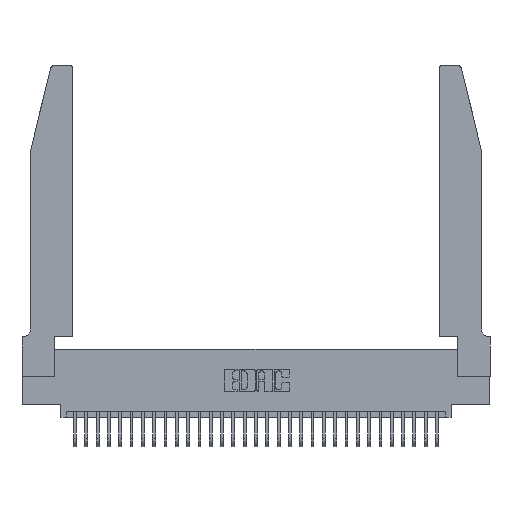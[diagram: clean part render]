
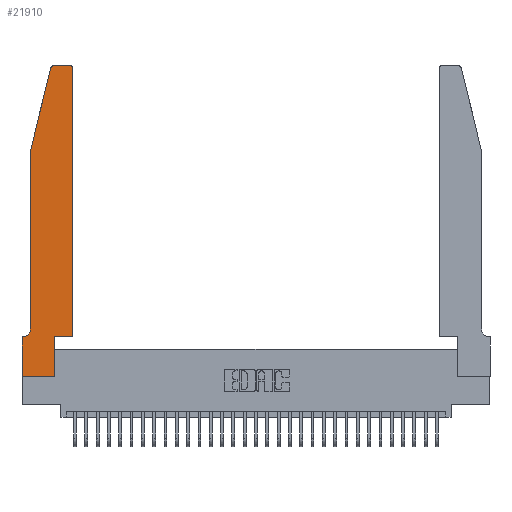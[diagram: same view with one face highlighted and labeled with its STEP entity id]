
A CAD part, top view. The second image highlights one B-rep face of the part: STEP entity #21910.
In plain terms, the highlighted planar face has unit normal (0, 0, 1).
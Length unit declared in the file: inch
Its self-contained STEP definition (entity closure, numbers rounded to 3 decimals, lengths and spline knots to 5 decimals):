
#649 = DIRECTION ( 'NONE',  ( -0.239, -0.971, 0. ) ) ;
#819 = LINE ( 'NONE', #14653, #6427 ) ;
#820 = VERTEX_POINT ( 'NONE', #15749 ) ;
#1280 = DIRECTION ( 'NONE',  ( 0., 1., 0. ) ) ;
#1367 = CARTESIAN_POINT ( 'NONE',  ( 0.0755, 2., 0.37 ) ) ;
#1472 = ORIENTED_EDGE ( 'NONE', *, *, #25635, .T. ) ;
#1632 = LINE ( 'NONE', #12630, #6498 ) ;
#1680 = DIRECTION ( 'NONE',  ( 0., 0., 1. ) ) ;
#2182 = DIRECTION ( 'NONE',  ( 0., 0., 1. ) ) ;
#2396 = ORIENTED_EDGE ( 'NONE', *, *, #27973, .T. ) ;
#2969 = VERTEX_POINT ( 'NONE', #4111 ) ;
#3209 = LINE ( 'NONE', #18015, #10364 ) ;
#3592 = VERTEX_POINT ( 'NONE', #30349 ) ;
#4111 = CARTESIAN_POINT ( 'NONE',  ( 0.25487, 2.72718, 0.37 ) ) ;
#4265 = FACE_OUTER_BOUND ( 'NONE', #13241, .T. ) ;
#4496 = CARTESIAN_POINT ( 'NONE',  ( 0.4505, 0.35, 0.37 ) ) ;
#4786 = AXIS2_PLACEMENT_3D ( 'NONE', #30882, #2182, #19022 ) ;
#5012 = EDGE_CURVE ( 'NONE', #30853, #3592, #17549, .T. ) ;
#5121 = EDGE_CURVE ( 'NONE', #18511, #29609, #3209, .T. ) ;
#5580 = CARTESIAN_POINT ( 'NONE',  ( 0.2865, 0., 0.37 ) ) ;
#5984 = DIRECTION ( 'NONE',  ( 1., 0., 0. ) ) ;
#6427 = VECTOR ( 'NONE', #26549, 39.37008 ) ;
#6498 = VECTOR ( 'NONE', #649, 39.37008 ) ;
#7803 = EDGE_CURVE ( 'NONE', #10154, #23960, #30624, .T. ) ;
#7975 = CARTESIAN_POINT ( 'NONE',  ( 0.0055, 0.42, 0.37 ) ) ;
#8153 = ORIENTED_EDGE ( 'NONE', *, *, #12067, .T. ) ;
#8247 = ORIENTED_EDGE ( 'NONE', *, *, #13245, .T. ) ;
#8509 = VECTOR ( 'NONE', #15822, 39.37008 ) ;
#8995 = CIRCLE ( 'NONE', #28925, 0.03 ) ;
#10154 = VERTEX_POINT ( 'NONE', #1367 ) ;
#10182 = VERTEX_POINT ( 'NONE', #27872 ) ;
#10265 = ORIENTED_EDGE ( 'NONE', *, *, #19827, .T. ) ;
#10364 = VECTOR ( 'NONE', #5984, 39.37008 ) ;
#10410 = DIRECTION ( 'NONE',  ( -1., 0., 0. ) ) ;
#10420 = DIRECTION ( 'NONE',  ( 0., 1., 0. ) ) ;
#11580 = VECTOR ( 'NONE', #14283, 39.37008 ) ;
#11689 = CIRCLE ( 'NONE', #15750, 0.03 ) ;
#11951 = DIRECTION ( 'NONE',  ( 0., 0., 1. ) ) ;
#12067 = EDGE_CURVE ( 'NONE', #25233, #29353, #819, .T. ) ;
#12189 = EDGE_CURVE ( 'NONE', #23960, #10182, #22600, .T. ) ;
#12225 = VECTOR ( 'NONE', #21585, 39.37008 ) ;
#12239 = VERTEX_POINT ( 'NONE', #12952 ) ;
#12630 = CARTESIAN_POINT ( 'NONE',  ( 0.0755, 2., 0.37 ) ) ;
#12952 = CARTESIAN_POINT ( 'NONE',  ( 0., 0.35, 0.37 ) ) ;
#13241 = EDGE_LOOP ( 'NONE', ( #8153, #17359, #10265, #15973, #19794, #1472, #24376, #25152, #2396, #15398, #21546, #8247 ) ) ;
#13245 = EDGE_CURVE ( 'NONE', #3592, #25233, #8995, .T. ) ;
#13412 = CARTESIAN_POINT ( 'NONE',  ( 0.0755, 0.35, 0.37 ) ) ;
#13617 = CARTESIAN_POINT ( 'NONE',  ( 0., 0., 0.37 ) ) ;
#14198 = PLANE ( 'NONE',  #4786 ) ;
#14283 = DIRECTION ( 'NONE',  ( 0., -1., 0. ) ) ;
#14653 = CARTESIAN_POINT ( 'NONE',  ( 0.2605, 2.75, 0.37 ) ) ;
#14971 = LINE ( 'NONE', #4496, #29167 ) ;
#15110 = EDGE_CURVE ( 'NONE', #29353, #2969, #11689, .T. ) ;
#15398 = ORIENTED_EDGE ( 'NONE', *, *, #25204, .T. ) ;
#15749 = CARTESIAN_POINT ( 'NONE',  ( 0.2865, 0.35, 0.37 ) ) ;
#15750 = AXIS2_PLACEMENT_3D ( 'NONE', #16090, #1680, #18518 ) ;
#15822 = DIRECTION ( 'NONE',  ( -1., 0., 0. ) ) ;
#15973 = ORIENTED_EDGE ( 'NONE', *, *, #7803, .T. ) ;
#16090 = CARTESIAN_POINT ( 'NONE',  ( 0.284, 2.72, 0.37 ) ) ;
#16762 = CARTESIAN_POINT ( 'NONE',  ( 0., 0., 0.37 ) ) ;
#16792 = VECTOR ( 'NONE', #10420, 39.37008 ) ;
#17359 = ORIENTED_EDGE ( 'NONE', *, *, #15110, .T. ) ;
#17398 = VECTOR ( 'NONE', #1280, 39.37008 ) ;
#17411 = CARTESIAN_POINT ( 'NONE',  ( 0.4505, 0.35, 0.37 ) ) ;
#17549 = LINE ( 'NONE', #20008, #16792 ) ;
#18015 = CARTESIAN_POINT ( 'NONE',  ( 0., 0., 0.37 ) ) ;
#18511 = VERTEX_POINT ( 'NONE', #13617 ) ;
#18518 = DIRECTION ( 'NONE',  ( 1., 0., 0. ) ) ;
#18614 = LINE ( 'NONE', #16762, #12225 ) ;
#19006 = CARTESIAN_POINT ( 'NONE',  ( 0.0755, 2., 0.37 ) ) ;
#19022 = DIRECTION ( 'NONE',  ( 1., 0., 0. ) ) ;
#19794 = ORIENTED_EDGE ( 'NONE', *, *, #12189, .T. ) ;
#19827 = EDGE_CURVE ( 'NONE', #2969, #10154, #1632, .T. ) ;
#20008 = CARTESIAN_POINT ( 'NONE',  ( 0.4505, 0.35, 0.37 ) ) ;
#21369 = EDGE_CURVE ( 'NONE', #12239, #18511, #18614, .T. ) ;
#21424 = CARTESIAN_POINT ( 'NONE',  ( 0.4205, 2.75, 0.37 ) ) ;
#21546 = ORIENTED_EDGE ( 'NONE', *, *, #5012, .T. ) ;
#21585 = DIRECTION ( 'NONE',  ( 0., -1., 0. ) ) ;
#21910 = ADVANCED_FACE ( 'NONE', ( #4265 ), #14198, .T. ) ;
#22076 = LINE ( 'NONE', #13412, #8509 ) ;
#22600 = CIRCLE ( 'NONE', #25920, 0.07 ) ;
#23699 = CARTESIAN_POINT ( 'NONE',  ( 0.0755, 0.42, 0.37 ) ) ;
#23717 = DIRECTION ( 'NONE',  ( 1., 0., 0. ) ) ;
#23748 = LINE ( 'NONE', #27580, #17398 ) ;
#23960 = VERTEX_POINT ( 'NONE', #23699 ) ;
#24376 = ORIENTED_EDGE ( 'NONE', *, *, #21369, .T. ) ;
#24787 = DIRECTION ( 'NONE',  ( 0., 0., -1. ) ) ;
#25152 = ORIENTED_EDGE ( 'NONE', *, *, #5121, .T. ) ;
#25204 = EDGE_CURVE ( 'NONE', #820, #30853, #14971, .T. ) ;
#25233 = VERTEX_POINT ( 'NONE', #21424 ) ;
#25635 = EDGE_CURVE ( 'NONE', #10182, #12239, #22076, .T. ) ;
#25920 = AXIS2_PLACEMENT_3D ( 'NONE', #7975, #24787, #10410 ) ;
#26272 = CARTESIAN_POINT ( 'NONE',  ( 0.4205, 2.72, 0.37 ) ) ;
#26549 = DIRECTION ( 'NONE',  ( -1., 0., 0. ) ) ;
#27580 = CARTESIAN_POINT ( 'NONE',  ( 0.2865, 0.35, 0.37 ) ) ;
#27872 = CARTESIAN_POINT ( 'NONE',  ( 0.0055, 0.35, 0.37 ) ) ;
#27973 = EDGE_CURVE ( 'NONE', #29609, #820, #23748, .T. ) ;
#28675 = DIRECTION ( 'NONE',  ( 1., 0., 0. ) ) ;
#28925 = AXIS2_PLACEMENT_3D ( 'NONE', #26272, #11951, #28675 ) ;
#29167 = VECTOR ( 'NONE', #23717, 39.37008 ) ;
#29353 = VERTEX_POINT ( 'NONE', #30602 ) ;
#29609 = VERTEX_POINT ( 'NONE', #5580 ) ;
#30349 = CARTESIAN_POINT ( 'NONE',  ( 0.4505, 2.72, 0.37 ) ) ;
#30602 = CARTESIAN_POINT ( 'NONE',  ( 0.284, 2.75, 0.37 ) ) ;
#30624 = LINE ( 'NONE', #19006, #11580 ) ;
#30853 = VERTEX_POINT ( 'NONE', #17411 ) ;
#30882 = CARTESIAN_POINT ( 'NONE',  ( 0., 0.35, 0.37 ) ) ;
